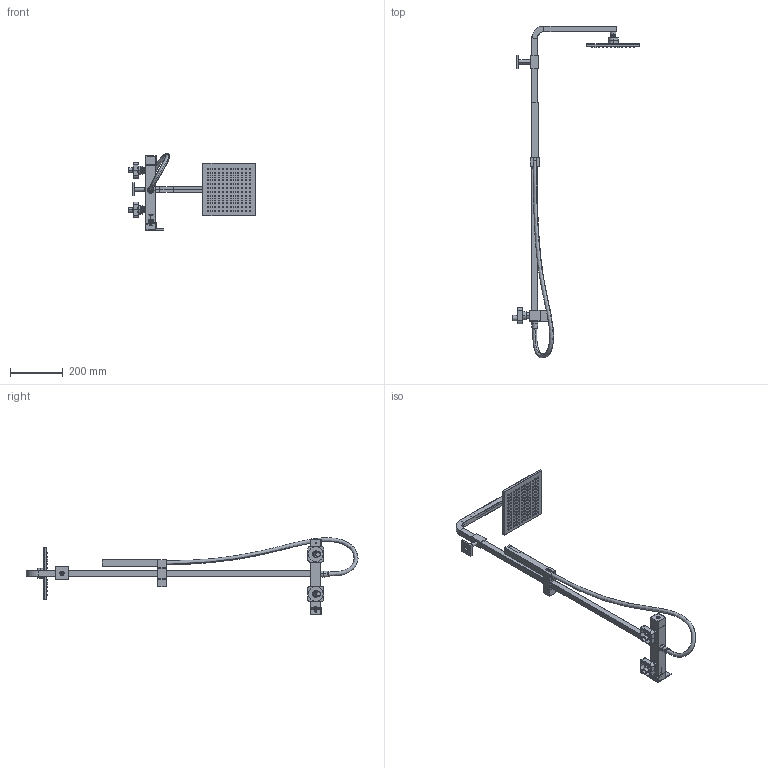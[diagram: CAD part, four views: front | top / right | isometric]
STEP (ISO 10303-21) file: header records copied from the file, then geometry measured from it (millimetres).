
FILE_DESCRIPTION (( 'STEP AP214' ), '1' );
FILE_NAME ('QUA.0013.STEP', '2022-12-13T08:12:43', ( 'Solid' ), ( '' ), 'SwSTEP 2.0', 'SolidWorks 2019', '' );
FILE_SCHEMA (( 'AUTOMOTIVE_DESIGN' ));
Length unit declared in the file: millimetre
Products named in the file (31): Chuveiro quadrado; 0004-ORING_Ø12.1X1.6MM_000000000000; 0004-MANIPULO_ESTRIADO inversor_000000000000; corpo suporte ajustavel; 0004-KIT_EXCENTRICO_QUADRADO_ORING_Ø24X3MM_000000000000; Chuveiro de mao - quadrado; 0004-CARTUCHO_Ø35_ORING_SUPERIOR_000000000000; 0004-PORCA_Ø31.8X14MM_000000000000; Corpo duche.; 0004-ORING_Ø16X2MM_ESTICADO_000000000000; 0004-03-MONOCOMANDO_DUCHE; manipulo duche ; 0004-ORING_Ø16X2MM_000000000000; QUA.0013; espelho suporte ajustavel; 0004-KIT_EXCENTRICO_QUADRADO_ESPELHO_60X60_000000000000; 0004-CASQUILHO_AUMENTO_Ø22.8X21.4MM_000000000000; 0004-ORING_PORCA_Ø30X2_000000000000; 0004-PESTANA_M18X1.5_ESQ_0000000000000; Porca M37x1,5 com oring para quadrada; Haste fixa chuveiro quadrado; 0004-PERNO_M4X0.5_000000000000; SCP0056002204; suporte almar quadrado; 0004-ORING_Ø30X2_TAMPA_000000000000; 0005-ENCAIXE_Ø15,8x51MM_SUPORTE_COLUNA_AJUSTAVEL_000000000000; 0004-TAMPA_PERNO_000000000000; 0004-KIT_EXCENTRICO_QUADRADO_EXCENTRICO_000000000000; 0004-TAMPA_CORPO_DUCHE_000000000000; 0004-CASQUILHO_G1_2_G1_2_2X23MM_000000000000; Tapa cartucho Ø37x10 para quadrada
Assembly tree (38 placements, depth 3):
  QUA.0013
    Haste fixa chuveiro quadrado
    Chuveiro quadrado
    manipulo duche 
    suporte almar quadrado
    corpo suporte ajustavel
    espelho suporte ajustavel
    0005-ENCAIXE_Ø15,8x51MM_SUPORTE_COLUNA_AJUSTAVEL_000000000000
    Chuveiro de mao - quadrado
    0004-03-MONOCOMANDO_DUCHE
      0004-CASQUILHO_AUMENTO_Ø22.8X21.4MM_000000000000  x2
      0004-KIT_EXCENTRICO_QUADRADO_EXCENTRICO_000000000000  x2
      0004-PORCA_Ø31.8X14MM_000000000000  x2
      0004-PESTANA_M18X1.5_ESQ_0000000000000  x2
      0004-CASQUILHO_G1_2_G1_2_2X23MM_000000000000
      0004-ORING_Ø16X2MM_ESTICADO_000000000000
      0004-PERNO_M4X0.5_000000000000
      0004-ORING_Ø12.1X1.6MM_000000000000
      0004-ORING_Ø16X2MM_000000000000  x3
      0004-ORING_Ø30X2_TAMPA_000000000000
      0004-KIT_EXCENTRICO_QUADRADO_ORING_Ø24X3MM_000000000000  x2
      0004-KIT_EXCENTRICO_QUADRADO_ESPELHO_60X60_000000000000  x2
      0004-TAMPA_PERNO_000000000000
      0004-CARTUCHO_Ø35_ORING_SUPERIOR_000000000000
      0004-ORING_PORCA_Ø30X2_000000000000
      0004-TAMPA_CORPO_DUCHE_000000000000
      Corpo duche.
      Porca M37x1,5 com oring para quadrada
      Tapa cartucho Ø37x10 para quadrada
    SCP0056002204
    0004-MANIPULO_ESTRIADO inversor_000000000000
Bounding box: 481.5 x 1256 x 289.69 mm (x, y, z)
Volume: 1696870.2 mm3; surface area: 569961.9 mm2
Topology: 37 solids, 37 shells, 1947 faces, 4507 edges, 2778 vertices
Faces by surface type: plane 1158, cylinder 512, cone 94, torus 85, sphere 74, bspline 24
Entity records: 55932 total; most frequent: CARTESIAN_POINT 12126, DIRECTION 8718, ORIENTED_EDGE 8278, EDGE_CURVE 4139, AXIS2_PLACEMENT_3D 2930, VECTOR 2858, LINE 2858, VERTEX_POINT 2608
